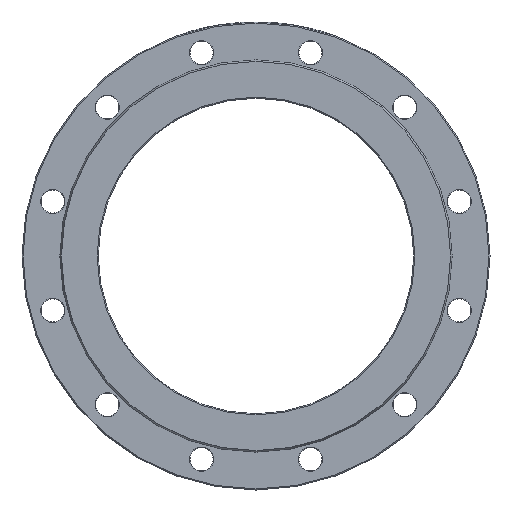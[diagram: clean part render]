
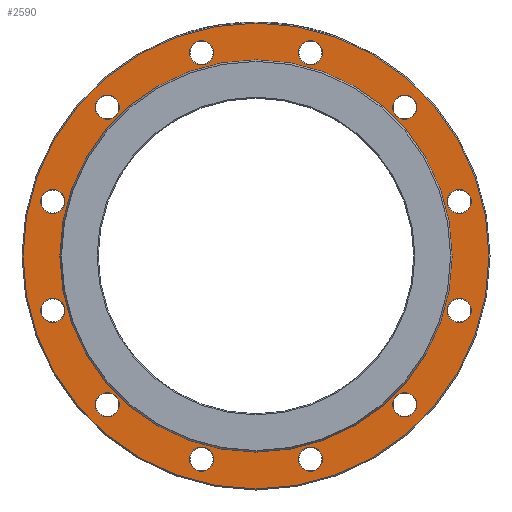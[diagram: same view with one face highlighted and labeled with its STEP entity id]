
A CAD part, left-side view. The second image highlights one B-rep face of the part: STEP entity #2590.
In plain terms, the highlighted planar face has unit normal (-1, 0, 0).
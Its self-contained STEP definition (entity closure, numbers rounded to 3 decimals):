
#4 = CARTESIAN_POINT ( 'NONE',  ( 3., -198.935, -41.805 ) ) ;
#113 = AXIS2_PLACEMENT_3D ( 'NONE', #5341, #4252, #3713 ) ;
#253 = EDGE_CURVE ( 'NONE', #4182, #4182, #3787, .T. ) ;
#254 = CARTESIAN_POINT ( 'NONE',  ( 3., -193.185, -51.764 ) ) ;
#288 = CARTESIAN_POINT ( 'NONE',  ( 3., -51.764, -193.185 ) ) ;
#334 = DIRECTION ( 'NONE',  ( 0., 0., -1. ) ) ;
#437 = EDGE_CURVE ( 'NONE', #3272, #3272, #1572, .T. ) ;
#469 = FACE_BOUND ( 'NONE', #2231, .T. ) ;
#477 = CIRCLE ( 'NONE', #1886, 11.5 ) ;
#491 = VERTEX_POINT ( 'NONE', #2718 ) ;
#517 = AXIS2_PLACEMENT_3D ( 'NONE', #5634, #563, #5021 ) ;
#559 = CARTESIAN_POINT ( 'NONE',  ( 3., 193.185, -63.264 ) ) ;
#563 = DIRECTION ( 'NONE',  ( 1., 0., 0. ) ) ;
#592 = VERTEX_POINT ( 'NONE', #4 ) ;
#630 = CARTESIAN_POINT ( 'NONE',  ( 3., -151.381, -135.671 ) ) ;
#720 = CIRCLE ( 'NONE', #4810, 11.5 ) ;
#727 = DIRECTION ( 'NONE',  ( 0., 0.5, -0.866 ) ) ;
#738 = CARTESIAN_POINT ( 'NONE',  ( 3., 63.264, 193.185 ) ) ;
#749 = DIRECTION ( 'NONE',  ( 1., 0., 0. ) ) ;
#791 = DIRECTION ( 'NONE',  ( 0., -0.5, -0.866 ) ) ;
#1013 = FACE_BOUND ( 'NONE', #2062, .T. ) ;
#1035 = EDGE_LOOP ( 'NONE', ( #3949 ) ) ;
#1045 = EDGE_LOOP ( 'NONE', ( #2122 ) ) ;
#1050 = AXIS2_PLACEMENT_3D ( 'NONE', #6571, #2818, #3789 ) ;
#1193 = AXIS2_PLACEMENT_3D ( 'NONE', #2012, #3581, #791 ) ;
#1274 = DIRECTION ( 'NONE',  ( 1., 0., 0. ) ) ;
#1280 = DIRECTION ( 'NONE',  ( 1., 0., 0. ) ) ;
#1317 = VERTEX_POINT ( 'NONE', #2895 ) ;
#1324 = DIRECTION ( 'NONE',  ( 1., 0., 0. ) ) ;
#1463 = FACE_BOUND ( 'NONE', #2427, .T. ) ;
#1489 = EDGE_LOOP ( 'NONE', ( #6707 ) ) ;
#1501 = CARTESIAN_POINT ( 'NONE',  ( 3., -51.764, 193.185 ) ) ;
#1524 = DIRECTION ( 'NONE',  ( 1., 0., 0. ) ) ;
#1543 = FACE_BOUND ( 'NONE', #4743, .T. ) ;
#1572 = CIRCLE ( 'NONE', #1193, 11.5 ) ;
#1596 = VERTEX_POINT ( 'NONE', #1697 ) ;
#1606 = EDGE_CURVE ( 'NONE', #592, #592, #5825, .T. ) ;
#1610 = ORIENTED_EDGE ( 'NONE', *, *, #4950, .T. ) ;
#1664 = CARTESIAN_POINT ( 'NONE',  ( 3., 135.671, -151.381 ) ) ;
#1697 = CARTESIAN_POINT ( 'NONE',  ( 3., 0., -221.5 ) ) ;
#1812 = DIRECTION ( 'NONE',  ( 0., 0.866, -0.5 ) ) ;
#1886 = AXIS2_PLACEMENT_3D ( 'NONE', #288, #3035, #2415 ) ;
#1973 = AXIS2_PLACEMENT_3D ( 'NONE', #6084, #3326, #5037 ) ;
#2012 = CARTESIAN_POINT ( 'NONE',  ( 3., 141.421, -141.421 ) ) ;
#2049 = ORIENTED_EDGE ( 'NONE', *, *, #3961, .T. ) ;
#2062 = EDGE_LOOP ( 'NONE', ( #5701 ) ) ;
#2122 = ORIENTED_EDGE ( 'NONE', *, *, #3296, .T. ) ;
#2124 = AXIS2_PLACEMENT_3D ( 'NONE', #5160, #1280, #4531 ) ;
#2183 = ORIENTED_EDGE ( 'NONE', *, *, #437, .T. ) ;
#2231 = EDGE_LOOP ( 'NONE', ( #3697 ) ) ;
#2234 = CIRCLE ( 'NONE', #2693, 11.5 ) ;
#2235 = EDGE_CURVE ( 'NONE', #3309, #3309, #6131, .T. ) ;
#2354 = CARTESIAN_POINT ( 'NONE',  ( 3., -63.264, -193.185 ) ) ;
#2377 = ORIENTED_EDGE ( 'NONE', *, *, #2235, .T. ) ;
#2404 = ORIENTED_EDGE ( 'NONE', *, *, #7113, .F. ) ;
#2415 = DIRECTION ( 'NONE',  ( 0., -1., 0. ) ) ;
#2417 = ORIENTED_EDGE ( 'NONE', *, *, #4108, .T. ) ;
#2427 = EDGE_LOOP ( 'NONE', ( #1610 ) ) ;
#2477 = CIRCLE ( 'NONE', #2800, 221.5 ) ;
#2506 = CARTESIAN_POINT ( 'NONE',  ( 3., -141.421, -141.421 ) ) ;
#2578 = DIRECTION ( 'NONE',  ( 0., 0., 1. ) ) ;
#2590 = ADVANCED_FACE ( 'NONE', ( #4313, #1543, #3103, #5438, #6559, #7045, #1013, #469, #4790, #1463, #3699, #5914, #3145, #7143 ), #6632, .F. ) ;
#2693 = AXIS2_PLACEMENT_3D ( 'NONE', #5746, #1324, #1812 ) ;
#2697 = EDGE_LOOP ( 'NONE', ( #3334 ) ) ;
#2718 = CARTESIAN_POINT ( 'NONE',  ( 3., -135.671, 151.381 ) ) ;
#2800 = AXIS2_PLACEMENT_3D ( 'NONE', #7056, #5417, #334 ) ;
#2818 = DIRECTION ( 'NONE',  ( 1., 0., 0. ) ) ;
#2825 = CIRCLE ( 'NONE', #6900, 11.5 ) ;
#2857 = CARTESIAN_POINT ( 'NONE',  ( 3., -41.805, 198.935 ) ) ;
#2895 = CARTESIAN_POINT ( 'NONE',  ( 3., 0., 186.463 ) ) ;
#3035 = DIRECTION ( 'NONE',  ( 1., 0., 0. ) ) ;
#3099 = DIRECTION ( 'NONE',  ( 0., 0.866, 0.5 ) ) ;
#3103 = FACE_BOUND ( 'NONE', #2697, .T. ) ;
#3145 = FACE_OUTER_BOUND ( 'NONE', #1035, .T. ) ;
#3213 = EDGE_CURVE ( 'NONE', #6576, #6576, #3977, .T. ) ;
#3219 = EDGE_CURVE ( 'NONE', #1596, #1596, #2477, .T. ) ;
#3272 = VERTEX_POINT ( 'NONE', #1664 ) ;
#3296 = EDGE_CURVE ( 'NONE', #491, #491, #4327, .T. ) ;
#3309 = VERTEX_POINT ( 'NONE', #5016 ) ;
#3326 = DIRECTION ( 'NONE',  ( 1., 0., 0. ) ) ;
#3334 = ORIENTED_EDGE ( 'NONE', *, *, #7162, .T. ) ;
#3459 = ORIENTED_EDGE ( 'NONE', *, *, #253, .T. ) ;
#3581 = DIRECTION ( 'NONE',  ( 1., 0., 0. ) ) ;
#3605 = DIRECTION ( 'NONE',  ( 0., 1., 0. ) ) ;
#3666 = DIRECTION ( 'NONE',  ( 1., 0., 0. ) ) ;
#3697 = ORIENTED_EDGE ( 'NONE', *, *, #5559, .T. ) ;
#3699 = FACE_BOUND ( 'NONE', #5461, .T. ) ;
#3713 = DIRECTION ( 'NONE',  ( 0., 0., -1. ) ) ;
#3739 = EDGE_LOOP ( 'NONE', ( #3459 ) ) ;
#3744 = AXIS2_PLACEMENT_3D ( 'NONE', #254, #3666, #5877 ) ;
#3787 = CIRCLE ( 'NONE', #4701, 11.5 ) ;
#3789 = DIRECTION ( 'NONE',  ( 0., 0.5, 0.866 ) ) ;
#3949 = ORIENTED_EDGE ( 'NONE', *, *, #3219, .T. ) ;
#3961 = EDGE_CURVE ( 'NONE', #6791, #6791, #477, .T. ) ;
#3977 = CIRCLE ( 'NONE', #113, 11.5 ) ;
#3997 = VERTEX_POINT ( 'NONE', #4499 ) ;
#4063 = CARTESIAN_POINT ( 'NONE',  ( 3., 193.185, 51.764 ) ) ;
#4108 = EDGE_CURVE ( 'NONE', #3997, #3997, #2234, .T. ) ;
#4182 = VERTEX_POINT ( 'NONE', #6400 ) ;
#4252 = DIRECTION ( 'NONE',  ( 1., 0., 0. ) ) ;
#4257 = DIRECTION ( 'NONE',  ( -1., 0., 0. ) ) ;
#4313 = FACE_BOUND ( 'NONE', #3739, .T. ) ;
#4327 = CIRCLE ( 'NONE', #1050, 11.5 ) ;
#4334 = CIRCLE ( 'NONE', #2124, 11.5 ) ;
#4499 = CARTESIAN_POINT ( 'NONE',  ( 3., 151.381, 135.671 ) ) ;
#4531 = DIRECTION ( 'NONE',  ( 0., -0.866, -0.5 ) ) ;
#4701 = AXIS2_PLACEMENT_3D ( 'NONE', #4063, #1274, #727 ) ;
#4743 = EDGE_LOOP ( 'NONE', ( #2417 ) ) ;
#4790 = FACE_BOUND ( 'NONE', #5337, .T. ) ;
#4810 = AXIS2_PLACEMENT_3D ( 'NONE', #2506, #749, #6983 ) ;
#4950 = EDGE_CURVE ( 'NONE', #5089, #5089, #4334, .T. ) ;
#5016 = CARTESIAN_POINT ( 'NONE',  ( 3., -193.185, 63.264 ) ) ;
#5021 = DIRECTION ( 'NONE',  ( 0., 0., 1. ) ) ;
#5037 = DIRECTION ( 'NONE',  ( 0., 0., -1. ) ) ;
#5041 = CIRCLE ( 'NONE', #7131, 186.463 ) ;
#5089 = VERTEX_POINT ( 'NONE', #6716 ) ;
#5160 = CARTESIAN_POINT ( 'NONE',  ( 3., 51.764, -193.185 ) ) ;
#5337 = EDGE_LOOP ( 'NONE', ( #2049 ) ) ;
#5341 = CARTESIAN_POINT ( 'NONE',  ( 3., 193.185, -51.764 ) ) ;
#5350 = CARTESIAN_POINT ( 'NONE',  ( 3., 0., 0. ) ) ;
#5417 = DIRECTION ( 'NONE',  ( -1., 0., 0. ) ) ;
#5438 = FACE_BOUND ( 'NONE', #1489, .T. ) ;
#5461 = EDGE_LOOP ( 'NONE', ( #2183 ) ) ;
#5559 = EDGE_CURVE ( 'NONE', #5699, #5699, #720, .T. ) ;
#5570 = EDGE_LOOP ( 'NONE', ( #2404 ) ) ;
#5634 = CARTESIAN_POINT ( 'NONE',  ( 3., -193.185, 51.764 ) ) ;
#5699 = VERTEX_POINT ( 'NONE', #630 ) ;
#5701 = ORIENTED_EDGE ( 'NONE', *, *, #1606, .T. ) ;
#5737 = VERTEX_POINT ( 'NONE', #2857 ) ;
#5746 = CARTESIAN_POINT ( 'NONE',  ( 3., 141.421, 141.421 ) ) ;
#5825 = CIRCLE ( 'NONE', #3744, 11.5 ) ;
#5875 = EDGE_CURVE ( 'NONE', #5737, #5737, #6774, .T. ) ;
#5877 = DIRECTION ( 'NONE',  ( 0., -0.5, 0.866 ) ) ;
#5914 = FACE_BOUND ( 'NONE', #6185, .T. ) ;
#6084 = CARTESIAN_POINT ( 'NONE',  ( 3., 186.463, 0. ) ) ;
#6131 = CIRCLE ( 'NONE', #517, 11.5 ) ;
#6185 = EDGE_LOOP ( 'NONE', ( #7027 ) ) ;
#6282 = VERTEX_POINT ( 'NONE', #738 ) ;
#6400 = CARTESIAN_POINT ( 'NONE',  ( 3., 198.935, 41.805 ) ) ;
#6454 = DIRECTION ( 'NONE',  ( 1., 0., 0. ) ) ;
#6506 = CARTESIAN_POINT ( 'NONE',  ( 3., 51.764, 193.185 ) ) ;
#6545 = AXIS2_PLACEMENT_3D ( 'NONE', #1501, #6454, #3099 ) ;
#6559 = FACE_BOUND ( 'NONE', #1045, .T. ) ;
#6571 = CARTESIAN_POINT ( 'NONE',  ( 3., -141.421, 141.421 ) ) ;
#6576 = VERTEX_POINT ( 'NONE', #559 ) ;
#6632 = PLANE ( 'NONE',  #1973 ) ;
#6665 = EDGE_LOOP ( 'NONE', ( #2377 ) ) ;
#6707 = ORIENTED_EDGE ( 'NONE', *, *, #5875, .T. ) ;
#6716 = CARTESIAN_POINT ( 'NONE',  ( 3., 41.805, -198.935 ) ) ;
#6774 = CIRCLE ( 'NONE', #6545, 11.5 ) ;
#6791 = VERTEX_POINT ( 'NONE', #2354 ) ;
#6900 = AXIS2_PLACEMENT_3D ( 'NONE', #6506, #1524, #3605 ) ;
#6983 = DIRECTION ( 'NONE',  ( 0., -0.866, 0.5 ) ) ;
#7027 = ORIENTED_EDGE ( 'NONE', *, *, #3213, .T. ) ;
#7045 = FACE_BOUND ( 'NONE', #6665, .T. ) ;
#7056 = CARTESIAN_POINT ( 'NONE',  ( 3., 0., 0. ) ) ;
#7113 = EDGE_CURVE ( 'NONE', #1317, #1317, #5041, .T. ) ;
#7131 = AXIS2_PLACEMENT_3D ( 'NONE', #5350, #4257, #2578 ) ;
#7143 = FACE_BOUND ( 'NONE', #5570, .T. ) ;
#7162 = EDGE_CURVE ( 'NONE', #6282, #6282, #2825, .T. ) ;
